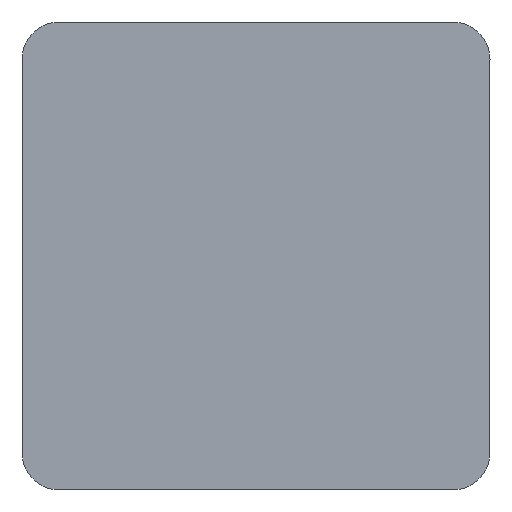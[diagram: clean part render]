
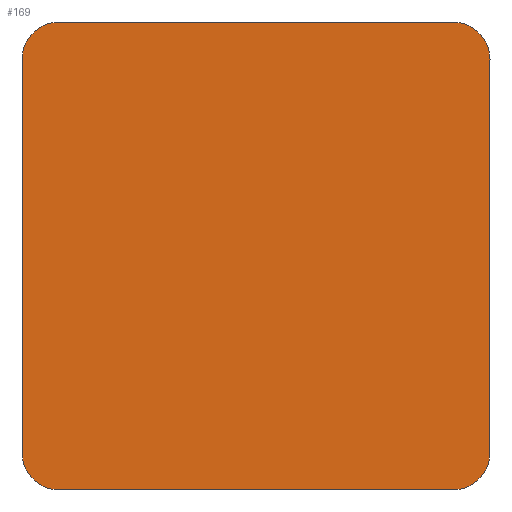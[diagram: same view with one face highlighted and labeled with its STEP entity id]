
A CAD part, top view. The second image highlights one B-rep face of the part: STEP entity #169.
In plain terms, the highlighted planar face has unit normal (0, 0, 1).
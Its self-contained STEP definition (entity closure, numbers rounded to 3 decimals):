
#79=EDGE_CURVE('',#127,#103,#197,.T.);
#85=VERTEX_POINT('',#205);
#89=EDGE_CURVE('',#147,#135,#209,.T.);
#93=VERTEX_POINT('',#214);
#95=EDGE_CURVE('',#135,#85,#216,.T.);
#103=VERTEX_POINT('',#224);
#115=EDGE_CURVE('',#85,#127,#237,.T.);
#121=EDGE_CURVE('',#103,#149,#243,.T.);
#127=VERTEX_POINT('',#249);
#135=VERTEX_POINT('',#257);
#141=EDGE_CURVE('',#93,#147,#264,.T.);
#147=VERTEX_POINT('',#270);
#149=VERTEX_POINT('',#272);
#153=EDGE_CURVE('',#149,#175,#276,.T.);
#155=EDGE_CURVE('',#175,#93,#278,.T.);
#169=ADVANCED_FACE('',(#295),#296,.T.);
#175=VERTEX_POINT('',#303);
#197=LINE('',#318,#319);
#205=CARTESIAN_POINT('',(4.6,0.0,0.0));
#209=CIRCLE('',#334,0.4);
#214=CARTESIAN_POINT('',(0.,4.6,0.0));
#216=LINE('',#342,#343);
#224=CARTESIAN_POINT('',(5.0,4.6,0.0));
#237=CIRCLE('',#371,0.4);
#243=CIRCLE('',#382,0.4);
#249=CARTESIAN_POINT('',(5.,0.4,0.0));
#257=CARTESIAN_POINT('',(0.4,0.0,0.0));
#264=LINE('',#411,#412);
#270=CARTESIAN_POINT('',(0.0,0.4,0.0));
#272=CARTESIAN_POINT('',(4.6,5.,0.0));
#276=LINE('',#426,#427);
#278=CIRCLE('',#430,0.4);
#295=FACE_OUTER_BOUND('',#450,.T.);
#296=PLANE('',#451);
#303=CARTESIAN_POINT('',(0.4,5.0,0.0));
#318=CARTESIAN_POINT('',(5.0,0.4,0.0));
#319=VECTOR('',#463,1.0);
#334=AXIS2_PLACEMENT_3D('',#481,#482,#483);
#342=CARTESIAN_POINT('',(0.4,0.0,0.0));
#343=VECTOR('',#492,1.0);
#371=AXIS2_PLACEMENT_3D('',#508,#509,#510);
#382=AXIS2_PLACEMENT_3D('',#513,#514,#515);
#411=CARTESIAN_POINT('',(0.0,4.6,0.0));
#412=VECTOR('',#534,1.0);
#426=CARTESIAN_POINT('',(4.6,5.0,0.0));
#427=VECTOR('',#538,1.0);
#430=AXIS2_PLACEMENT_3D('',#539,#540,#541);
#450=EDGE_LOOP('',(#571,#572,#573,#574,#575,#576,#577,#578));
#451=AXIS2_PLACEMENT_3D('',#579,#580,#581);
#463=DIRECTION('',(0.0,1.0,0.0));
#481=CARTESIAN_POINT('',(0.4,0.4,0.0));
#482=DIRECTION('',(0.0,0.0,1.0));
#483=DIRECTION('',(-1.0,0.,0.0));
#492=DIRECTION('',(1.0,0.0,0.0));
#508=CARTESIAN_POINT('',(4.6,0.4,0.0));
#509=DIRECTION('',(0.0,0.0,1.0));
#510=DIRECTION('',(0.,-1.0,0.0));
#513=CARTESIAN_POINT('',(4.6,4.6,0.0));
#514=DIRECTION('',(0.0,-0.0,1.0));
#515=DIRECTION('',(1.0,0.,0.0));
#534=DIRECTION('',(0.0,-1.0,0.0));
#538=DIRECTION('',(-1.0,0.0,0.0));
#539=CARTESIAN_POINT('',(0.4,4.6,0.0));
#540=DIRECTION('',(0.0,0.0,1.0));
#541=DIRECTION('',(0.,1.0,0.0));
#571=ORIENTED_EDGE('',*,*,#95,.T.);
#572=ORIENTED_EDGE('',*,*,#115,.T.);
#573=ORIENTED_EDGE('',*,*,#79,.T.);
#574=ORIENTED_EDGE('',*,*,#121,.T.);
#575=ORIENTED_EDGE('',*,*,#153,.T.);
#576=ORIENTED_EDGE('',*,*,#155,.T.);
#577=ORIENTED_EDGE('',*,*,#141,.T.);
#578=ORIENTED_EDGE('',*,*,#89,.T.);
#579=CARTESIAN_POINT('',(2.5,2.5,0.0));
#580=DIRECTION('',(0.0,0.0,1.0));
#581=DIRECTION('',(1.0,0.0,0.0));
